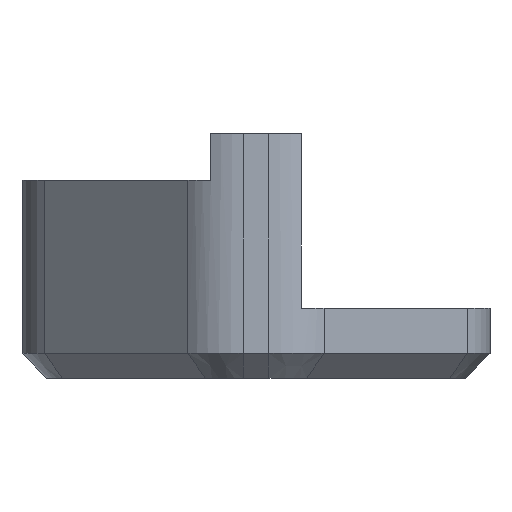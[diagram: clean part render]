
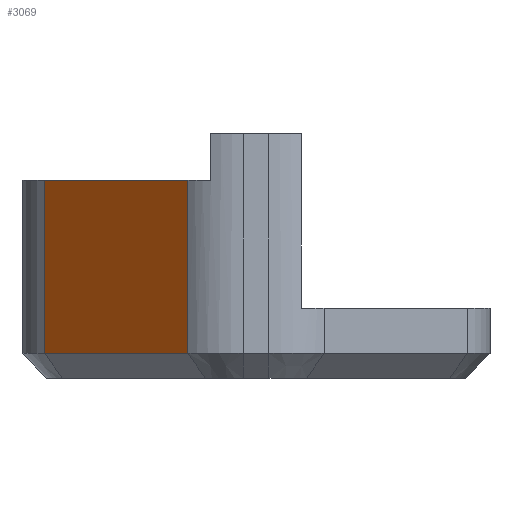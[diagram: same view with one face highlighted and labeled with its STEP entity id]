
A CAD part, left-side view. The second image highlights one B-rep face of the part: STEP entity #3069.
In plain terms, the highlighted planar face has unit normal (-0.707, 0.707, 0).
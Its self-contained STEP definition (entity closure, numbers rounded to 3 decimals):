
#309=FACE_OUTER_BOUND('',#478,.T.);
#478=EDGE_LOOP('',(#2085,#2086,#2087,#2088));
#667=LINE('',#4646,#961);
#677=LINE('',#4677,#971);
#679=LINE('',#4683,#973);
#680=LINE('',#4684,#974);
#961=VECTOR('',#3650,10.);
#971=VECTOR('',#3684,10.);
#973=VECTOR('',#3690,10.);
#974=VECTOR('',#3691,10.);
#1254=VERTEX_POINT('',#4638);
#1256=VERTEX_POINT('',#4644);
#1265=VERTEX_POINT('',#4676);
#1267=VERTEX_POINT('',#4682);
#1575=EDGE_CURVE('',#1256,#1254,#667,.T.);
#1591=EDGE_CURVE('',#1254,#1265,#677,.T.);
#1594=EDGE_CURVE('',#1267,#1256,#679,.T.);
#1595=EDGE_CURVE('',#1265,#1267,#680,.T.);
#2085=ORIENTED_EDGE('',*,*,#1575,.F.);
#2086=ORIENTED_EDGE('',*,*,#1594,.F.);
#2087=ORIENTED_EDGE('',*,*,#1595,.F.);
#2088=ORIENTED_EDGE('',*,*,#1591,.F.);
#2973=PLANE('',#3269);
#3069=ADVANCED_FACE('',(#309),#2973,.F.);
#3269=AXIS2_PLACEMENT_3D('',#4681,#3688,#3689);
#3650=DIRECTION('',(0.707,0.707,0.));
#3684=DIRECTION('',(0.,0.,1.));
#3688=DIRECTION('center_axis',(0.707,-0.707,0.));
#3689=DIRECTION('ref_axis',(0.,0.,-1.));
#3690=DIRECTION('',(0.,0.,-1.));
#3691=DIRECTION('',(-0.707,-0.707,0.));
#4638=CARTESIAN_POINT('',(82.667,34.143,1.55));
#4644=CARTESIAN_POINT('',(78.081,29.557,1.55));
#4646=CARTESIAN_POINT('',(76.902,28.377,1.55));
#4676=CARTESIAN_POINT('',(82.667,34.143,7.1));
#4677=CARTESIAN_POINT('',(82.667,34.143,1.305));
#4681=CARTESIAN_POINT('Origin',(80.374,31.85,1.305));
#4682=CARTESIAN_POINT('',(78.081,29.557,7.1));
#4683=CARTESIAN_POINT('',(78.081,29.557,1.305));
#4684=CARTESIAN_POINT('',(84.787,36.263,7.1));
